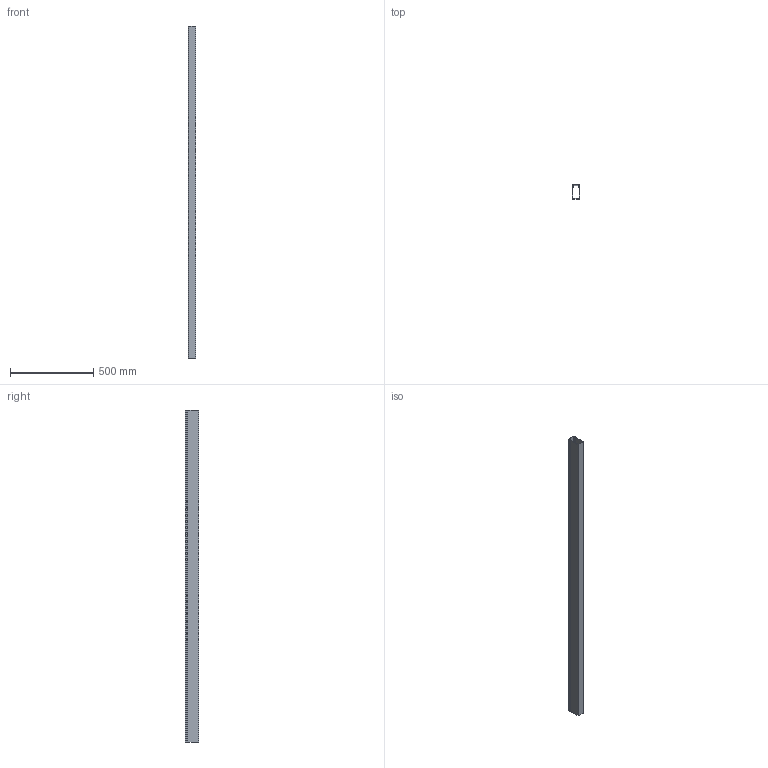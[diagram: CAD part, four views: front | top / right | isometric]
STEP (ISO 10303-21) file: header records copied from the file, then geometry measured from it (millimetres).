
FILE_DESCRIPTION (( 'STEP AP214' ), '1' );
FILE_NAME ('6178052.stp', '2016-07-06T14:37:38', ( '' ), ( '' ), 'SwSTEP 2.0', 'SolidWorks 2014', '' );
FILE_SCHEMA (( 'AUTOMOTIVE_DESIGN' ));
Length unit declared in the file: millimetre
Products named in the file (3): LK4_80040_Unterteil; 6178052; Oberteil_LK4_40.1
Assembly tree (2 placements, depth 2):
  6178052
    Oberteil_LK4_40.1
    LK4_80040_Unterteil
Bounding box: 46.2 x 83.3 x 2000 mm (x, y, z)
Volume: 1146832.2 mm3; surface area: 1223787.5 mm2
Topology: 2 solids, 2 shells, 85 faces, 243 edges, 162 vertices
Faces by surface type: cylinder 43, plane 42
Entity records: 3826 total; most frequent: DIRECTION 509, CARTESIAN_POINT 495, ORIENTED_EDGE 486, EDGE_CURVE 243, AXIS2_PLACEMENT_3D 176, VERTEX_POINT 162, VECTOR 157, LINE 157
